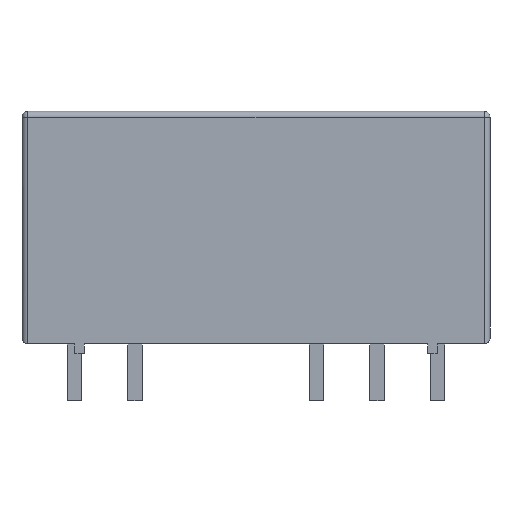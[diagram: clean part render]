
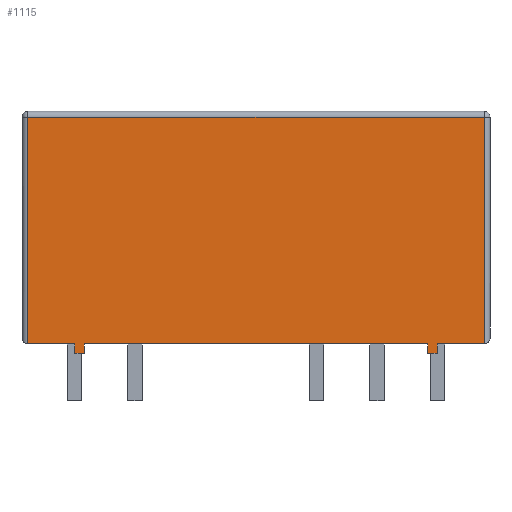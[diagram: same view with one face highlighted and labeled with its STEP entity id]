
A CAD part, front view. The second image highlights one B-rep face of the part: STEP entity #1115.
In plain terms, the highlighted planar face has unit normal (0, -1, 0).
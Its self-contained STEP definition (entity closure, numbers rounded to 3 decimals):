
#920 = CARTESIAN_POINT ( 'NONE',  ( 17.195, -4.9, 0.381 ) ) ;
#921 = VERTEX_POINT ( 'NONE', #920 ) ;
#928 = CARTESIAN_POINT ( 'NONE',  ( 15.221, -4.9, 0.381 ) ) ;
#929 = VERTEX_POINT ( 'NONE', #928 ) ;
#930 = CARTESIAN_POINT ( 'NONE',  ( -2.205, -4.9, 0.381 ) ) ;
#931 = DIRECTION ( 'NONE',  ( 1., 0., 0. ) ) ;
#932 = VECTOR ( 'NONE', #931, 1000. ) ;
#933 = LINE ( 'NONE', #930, #932 ) ;
#934 = EDGE_CURVE ( 'NONE', #929, #921, #933, .T. ) ;
#950 = CARTESIAN_POINT ( 'NONE',  ( 14.84, -4.9, 0.381 ) ) ;
#951 = VERTEX_POINT ( 'NONE', #950 ) ;
#960 = CARTESIAN_POINT ( 'NONE',  ( 0.401, -4.9, 0.381 ) ) ;
#961 = VERTEX_POINT ( 'NONE', #960 ) ;
#962 = CARTESIAN_POINT ( 'NONE',  ( -2.205, -4.9, 0.381 ) ) ;
#963 = DIRECTION ( 'NONE',  ( 1., 0., 0. ) ) ;
#964 = VECTOR ( 'NONE', #963, 1000. ) ;
#965 = LINE ( 'NONE', #962, #964 ) ;
#966 = EDGE_CURVE ( 'NONE', #961, #951, #965, .T. ) ;
#1030 = CARTESIAN_POINT ( 'NONE',  ( 17.195, -4.9, 9.9 ) ) ;
#1031 = VERTEX_POINT ( 'NONE', #1030 ) ;
#1032 = CARTESIAN_POINT ( 'NONE',  ( -1.955, -4.9, 9.9 ) ) ;
#1033 = VERTEX_POINT ( 'NONE', #1032 ) ;
#1034 = CARTESIAN_POINT ( 'NONE',  ( -2.205, -4.9, 9.9 ) ) ;
#1035 = DIRECTION ( 'NONE',  ( -1., 0., 0. ) ) ;
#1036 = VECTOR ( 'NONE', #1035, 1000. ) ;
#1037 = LINE ( 'NONE', #1034, #1036 ) ;
#1038 = EDGE_CURVE ( 'NONE', #1031, #1033, #1037, .T. ) ;
#1039 = ORIENTED_EDGE ( 'NONE', *, *, #1038, .T. ) ;
#1040 = CARTESIAN_POINT ( 'NONE',  ( -1.955, -4.9, 0.381 ) ) ;
#1041 = VERTEX_POINT ( 'NONE', #1040 ) ;
#1042 = CARTESIAN_POINT ( 'NONE',  ( -1.955, -4.9, 10.15 ) ) ;
#1043 = DIRECTION ( 'NONE',  ( 0., 0., -1. ) ) ;
#1044 = VECTOR ( 'NONE', #1043, 1000. ) ;
#1045 = LINE ( 'NONE', #1042, #1044 ) ;
#1046 = EDGE_CURVE ( 'NONE', #1033, #1041, #1045, .T. ) ;
#1047 = ORIENTED_EDGE ( 'NONE', *, *, #1046, .T. ) ;
#1048 = CARTESIAN_POINT ( 'NONE',  ( 0.02, -4.9, 0.381 ) ) ;
#1049 = VERTEX_POINT ( 'NONE', #1048 ) ;
#1050 = CARTESIAN_POINT ( 'NONE',  ( -2.205, -4.9, 0.381 ) ) ;
#1051 = DIRECTION ( 'NONE',  ( 1., 0., 0. ) ) ;
#1052 = VECTOR ( 'NONE', #1051, 1000. ) ;
#1053 = LINE ( 'NONE', #1050, #1052 ) ;
#1054 = EDGE_CURVE ( 'NONE', #1041, #1049, #1053, .T. ) ;
#1055 = ORIENTED_EDGE ( 'NONE', *, *, #1054, .T. ) ;
#1056 = CARTESIAN_POINT ( 'NONE',  ( 0.02, -4.9, 0. ) ) ;
#1057 = VERTEX_POINT ( 'NONE', #1056 ) ;
#1058 = CARTESIAN_POINT ( 'NONE',  ( 0.02, -4.9, 0. ) ) ;
#1059 = DIRECTION ( 'NONE',  ( 0., 0., 1. ) ) ;
#1060 = VECTOR ( 'NONE', #1059, 1000. ) ;
#1061 = LINE ( 'NONE', #1058, #1060 ) ;
#1062 = EDGE_CURVE ( 'NONE', #1057, #1049, #1061, .T. ) ;
#1063 = ORIENTED_EDGE ( 'NONE', *, *, #1062, .F. ) ;
#1064 = CARTESIAN_POINT ( 'NONE',  ( 0.401, -4.9, 0. ) ) ;
#1065 = VERTEX_POINT ( 'NONE', #1064 ) ;
#1066 = CARTESIAN_POINT ( 'NONE',  ( 0.02, -4.9, 0. ) ) ;
#1067 = DIRECTION ( 'NONE',  ( 1., 0., 0. ) ) ;
#1068 = VECTOR ( 'NONE', #1067, 1000. ) ;
#1069 = LINE ( 'NONE', #1066, #1068 ) ;
#1070 = EDGE_CURVE ( 'NONE', #1057, #1065, #1069, .T. ) ;
#1071 = ORIENTED_EDGE ( 'NONE', *, *, #1070, .T. ) ;
#1072 = CARTESIAN_POINT ( 'NONE',  ( 0.401, -4.9, 0. ) ) ;
#1073 = DIRECTION ( 'NONE',  ( 0., 0., 1. ) ) ;
#1074 = VECTOR ( 'NONE', #1073, 1000. ) ;
#1075 = LINE ( 'NONE', #1072, #1074 ) ;
#1076 = EDGE_CURVE ( 'NONE', #1065, #961, #1075, .T. ) ;
#1077 = ORIENTED_EDGE ( 'NONE', *, *, #1076, .T. ) ;
#1078 = ORIENTED_EDGE ( 'NONE', *, *, #966, .T. ) ;
#1079 = CARTESIAN_POINT ( 'NONE',  ( 14.84, -4.9, 0. ) ) ;
#1080 = VERTEX_POINT ( 'NONE', #1079 ) ;
#1081 = CARTESIAN_POINT ( 'NONE',  ( 14.84, -4.9, 0. ) ) ;
#1082 = DIRECTION ( 'NONE',  ( 0., 0., 1. ) ) ;
#1083 = VECTOR ( 'NONE', #1082, 1000. ) ;
#1084 = LINE ( 'NONE', #1081, #1083 ) ;
#1085 = EDGE_CURVE ( 'NONE', #1080, #951, #1084, .T. ) ;
#1086 = ORIENTED_EDGE ( 'NONE', *, *, #1085, .F. ) ;
#1087 = CARTESIAN_POINT ( 'NONE',  ( 15.221, -4.9, 0. ) ) ;
#1088 = VERTEX_POINT ( 'NONE', #1087 ) ;
#1089 = CARTESIAN_POINT ( 'NONE',  ( 14.84, -4.9, 0. ) ) ;
#1090 = DIRECTION ( 'NONE',  ( -1., 0., 0. ) ) ;
#1091 = VECTOR ( 'NONE', #1090, 1000. ) ;
#1092 = LINE ( 'NONE', #1089, #1091 ) ;
#1093 = EDGE_CURVE ( 'NONE', #1088, #1080, #1092, .T. ) ;
#1094 = ORIENTED_EDGE ( 'NONE', *, *, #1093, .F. ) ;
#1095 = CARTESIAN_POINT ( 'NONE',  ( 15.221, -4.9, 0. ) ) ;
#1096 = DIRECTION ( 'NONE',  ( 0., 0., 1. ) ) ;
#1097 = VECTOR ( 'NONE', #1096, 1000. ) ;
#1098 = LINE ( 'NONE', #1095, #1097 ) ;
#1099 = EDGE_CURVE ( 'NONE', #1088, #929, #1098, .T. ) ;
#1100 = ORIENTED_EDGE ( 'NONE', *, *, #1099, .T. ) ;
#1101 = ORIENTED_EDGE ( 'NONE', *, *, #934, .T. ) ;
#1102 = CARTESIAN_POINT ( 'NONE',  ( 17.195, -4.9, 10.15 ) ) ;
#1103 = DIRECTION ( 'NONE',  ( 0., 0., 1. ) ) ;
#1104 = VECTOR ( 'NONE', #1103, 1000. ) ;
#1105 = LINE ( 'NONE', #1102, #1104 ) ;
#1106 = EDGE_CURVE ( 'NONE', #921, #1031, #1105, .T. ) ;
#1107 = ORIENTED_EDGE ( 'NONE', *, *, #1106, .T. ) ;
#1108 = EDGE_LOOP ( 'NONE', ( #1039, #1047, #1055, #1063, #1071, #1077, #1078, #1086, #1094, #1100, #1101, #1107 ) ) ;
#1109 = FACE_OUTER_BOUND ( 'NONE', #1108, .T. ) ;
#1110 = CARTESIAN_POINT ( 'NONE',  ( -2.205, -4.9, 10.15 ) ) ;
#1111 = DIRECTION ( 'NONE',  ( 0., 1., 0. ) ) ;
#1112 = DIRECTION ( 'NONE',  ( -1., 0., 0. ) ) ;
#1113 = AXIS2_PLACEMENT_3D ( 'NONE', #1110, #1111, #1112 ) ;
#1114 = PLANE ( 'NONE', #1113 ) ;
#1115 = ADVANCED_FACE ( 'NONE', ( #1109 ), #1114, .F. ) ;
